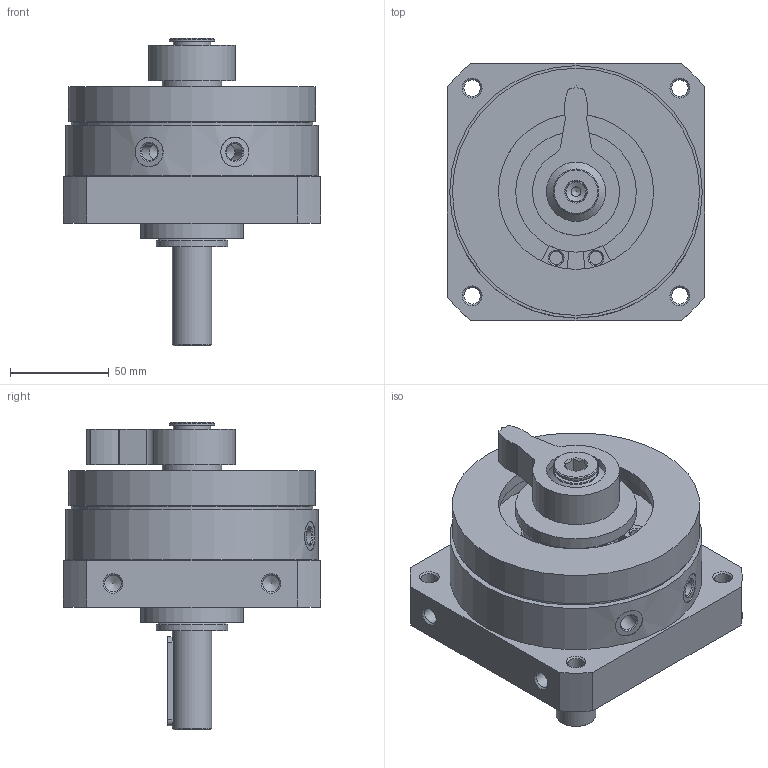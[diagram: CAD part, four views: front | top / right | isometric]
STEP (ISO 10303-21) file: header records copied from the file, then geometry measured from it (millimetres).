
FILE_DESCRIPTION(/* description */ ('STEP AP214'),/* implementation_level */ '2;1');
FILE_NAME(/* name */ '547595_DSM-40-270-A-B',/* time_stamp */ '2024-08-21T18:43:13+02:00',/* author */ ('License CC BY-ND 4.0'),/* organization */ ('CADENAS'),/* preprocessor_version */ 'ST-DEVELOPER v19.3',/* originating_system */ 'PARTsolutions',/* authorisation */ ' ');
FILE_SCHEMA (('AUTOMOTIVE_DESIGN {1 0 10303 214 3 1 1}'));
Length unit declared in the file: millimetre
Products named in the file (4): 547595 DSM-40-270-A-B--(0); 547595 DSM-40-270-A-B_G---(B); 342623 DSM-40_NS; 547595 DSM-40-270-A-B_K---(B)
Assembly tree (4 placements, depth 2):
  547595 DSM-40-270-A-B--(0)
    547595 DSM-40-270-A-B_G---(B)
    342623 DSM-40_NS  x2
    547595 DSM-40-270-A-B_K---(B)
Bounding box: 130 x 130 x 155.5 mm (x, y, z)
Volume: 922624 mm3; surface area: 131586.3 mm2
Topology: 4 solids, 4 shells, 164 faces, 372 edges, 235 vertices
Faces by surface type: cylinder 65, plane 56, cone 42, torus 1
Full cylindrical faces by diameter (mm): 4.917 x2, 6.4 x1, 6.647 x2, 8.376 x10, 8.566 x2, 15 x2, 19 x1, 20 x1, 23 x2, 30 x3, 36 x1, 52 x1, 53 x1, 61 x1, 78.5 x1, 90 x1, 102 x1, 122 x1, 125 x1, 127.65 x1
Entity records: 3905 total; most frequent: DIRECTION 691, CARTESIAN_POINT 691, ORIENTED_EDGE 490, AXIS2_PLACEMENT_3D 300, FACE_BOUND 269, EDGE_LOOP 259, EDGE_CURVE 245, VERTEX_POINT 206
